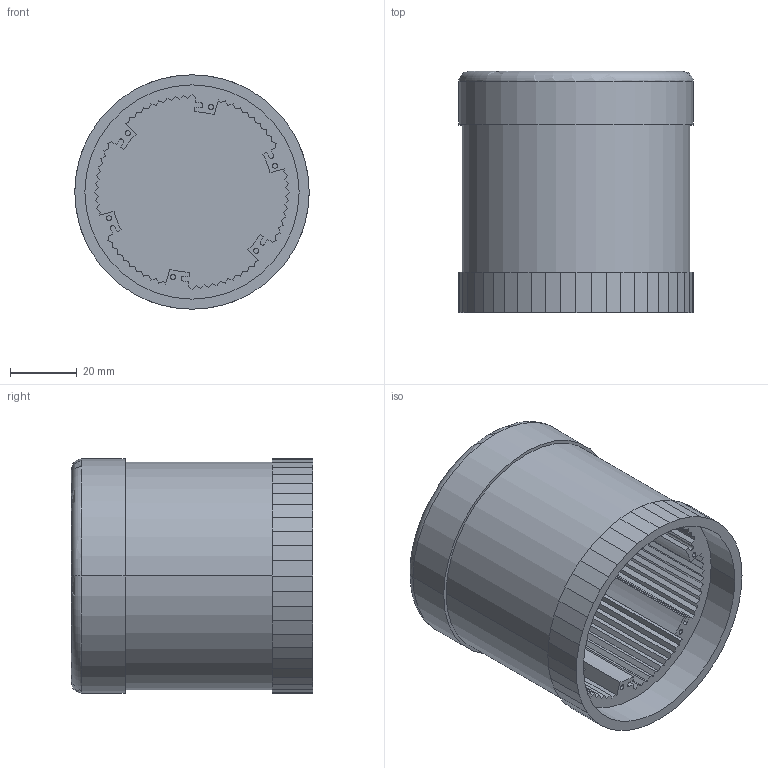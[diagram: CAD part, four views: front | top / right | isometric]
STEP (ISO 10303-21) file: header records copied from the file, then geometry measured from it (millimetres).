
FILE_DESCRIPTION(/* description */ (''),/* implementation_level */ '2;1');
FILE_NAME(/* name */ 'G_IC03_XX_04961V.stp',/* time_stamp */ '2023-12-07T11:46:31+01:00',/* author */ (''),/* organization */ (''),/* preprocessor_version */ 'ST-DEVELOPER v18.101',/* originating_system */ 'SIEMENS PLM Software NX 2008',/* authorisation */ '');
FILE_SCHEMA (('AUTOMOTIVE_DESIGN { 1 0 10303 214 3 1 1 1 }'));
Length unit declared in the file: millimetre
Products named in the file (1): 8WD4_G_IC03_XX_04961_S-AA_G_IC03_XX_04961V_stp
Bounding box: 70 x 72 x 70 mm (x, y, z)
Volume: 82734.9 mm3; surface area: 47580.5 mm2
Topology: 1 solids, 2 shells, 482 faces, 1324 edges, 882 vertices
Faces by surface type: plane 361, bspline 71, cylinder 48, torus 2
Entity records: 18551 total; most frequent: CARTESIAN_POINT 6525, ORIENTED_EDGE 2648, DIRECTION 2097, EDGE_CURVE 1324, LINE 1081, VECTOR 1081, VERTEX_POINT 882, EDGE_LOOP 518
